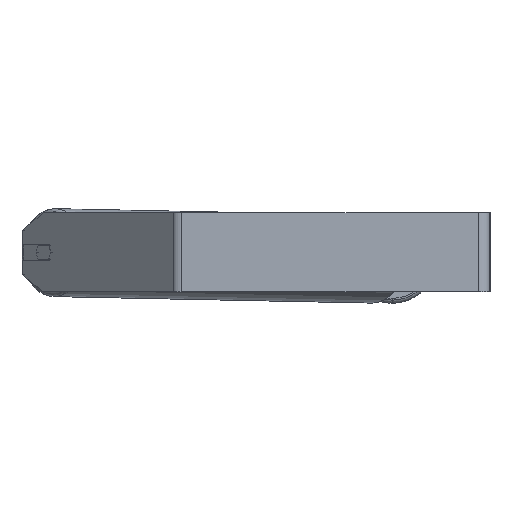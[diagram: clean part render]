
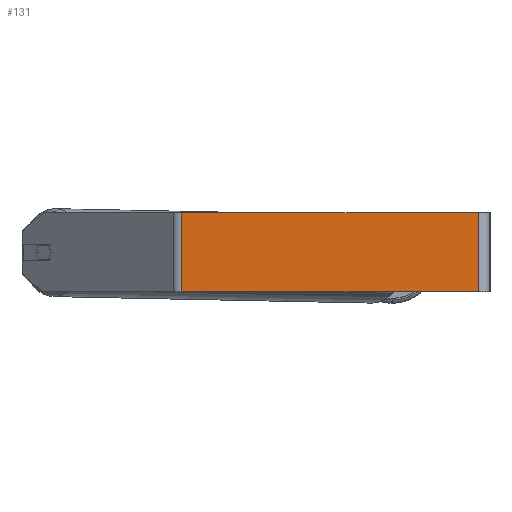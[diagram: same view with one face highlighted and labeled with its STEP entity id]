
A CAD part, left-side view. The second image highlights one B-rep face of the part: STEP entity #131.
In plain terms, the highlighted planar face has unit normal (-1, 0, 0).
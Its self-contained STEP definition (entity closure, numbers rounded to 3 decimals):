
#131 = ADVANCED_FACE ( 'NONE', ( #8710 ), #3832, .F. ) ;
#474 = DIRECTION ( 'NONE',  ( 0., 0., -1. ) ) ;
#856 = VERTEX_POINT ( 'NONE', #1560 ) ;
#1214 = ORIENTED_EDGE ( 'NONE', *, *, #3764, .F. ) ;
#1531 = LINE ( 'NONE', #5703, #6139 ) ;
#1560 = CARTESIAN_POINT ( 'NONE',  ( -745., 12., 40. ) ) ;
#1831 = EDGE_LOOP ( 'NONE', ( #8366, #1214, #7249, #6558 ) ) ;
#2596 = VECTOR ( 'NONE', #4530, 1000. ) ;
#2748 = EDGE_CURVE ( 'NONE', #8522, #4650, #3255, .T. ) ;
#3157 = CARTESIAN_POINT ( 'NONE',  ( -745., 316.707, -40. ) ) ;
#3255 = LINE ( 'NONE', #3157, #4352 ) ;
#3485 = DIRECTION ( 'NONE',  ( 0., 0., -1. ) ) ;
#3527 = DIRECTION ( 'NONE',  ( 0., 0., -1. ) ) ;
#3764 = EDGE_CURVE ( 'NONE', #856, #4650, #8327, .T. ) ;
#3832 = PLANE ( 'NONE',  #4733 ) ;
#4009 = VERTEX_POINT ( 'NONE', #4601 ) ;
#4352 = VECTOR ( 'NONE', #6580, 1000. ) ;
#4434 = CARTESIAN_POINT ( 'NONE',  ( -745., 316.707, 40. ) ) ;
#4485 = CARTESIAN_POINT ( 'NONE',  ( -745., 12., -40. ) ) ;
#4530 = DIRECTION ( 'NONE',  ( 0., -1., 0. ) ) ;
#4601 = CARTESIAN_POINT ( 'NONE',  ( -745., 311.737, 40. ) ) ;
#4650 = VERTEX_POINT ( 'NONE', #4485 ) ;
#4733 = AXIS2_PLACEMENT_3D ( 'NONE', #6554, #8047, #474 ) ;
#5374 = CARTESIAN_POINT ( 'NONE',  ( -745., 12., 40. ) ) ;
#5703 = CARTESIAN_POINT ( 'NONE',  ( -745., 311.737, 40. ) ) ;
#5956 = EDGE_CURVE ( 'NONE', #4009, #856, #7880, .T. ) ;
#6093 = EDGE_CURVE ( 'NONE', #4009, #8522, #1531, .T. ) ;
#6139 = VECTOR ( 'NONE', #3527, 1000. ) ;
#6222 = CARTESIAN_POINT ( 'NONE',  ( -745., 311.737, -40. ) ) ;
#6554 = CARTESIAN_POINT ( 'NONE',  ( -745., 316.707, 40. ) ) ;
#6558 = ORIENTED_EDGE ( 'NONE', *, *, #6093, .T. ) ;
#6580 = DIRECTION ( 'NONE',  ( 0., -1., 0. ) ) ;
#7249 = ORIENTED_EDGE ( 'NONE', *, *, #5956, .F. ) ;
#7880 = LINE ( 'NONE', #4434, #2596 ) ;
#8047 = DIRECTION ( 'NONE',  ( 1., 0., 0. ) ) ;
#8327 = LINE ( 'NONE', #5374, #8330 ) ;
#8330 = VECTOR ( 'NONE', #3485, 1000. ) ;
#8366 = ORIENTED_EDGE ( 'NONE', *, *, #2748, .T. ) ;
#8522 = VERTEX_POINT ( 'NONE', #6222 ) ;
#8710 = FACE_OUTER_BOUND ( 'NONE', #1831, .T. ) ;
